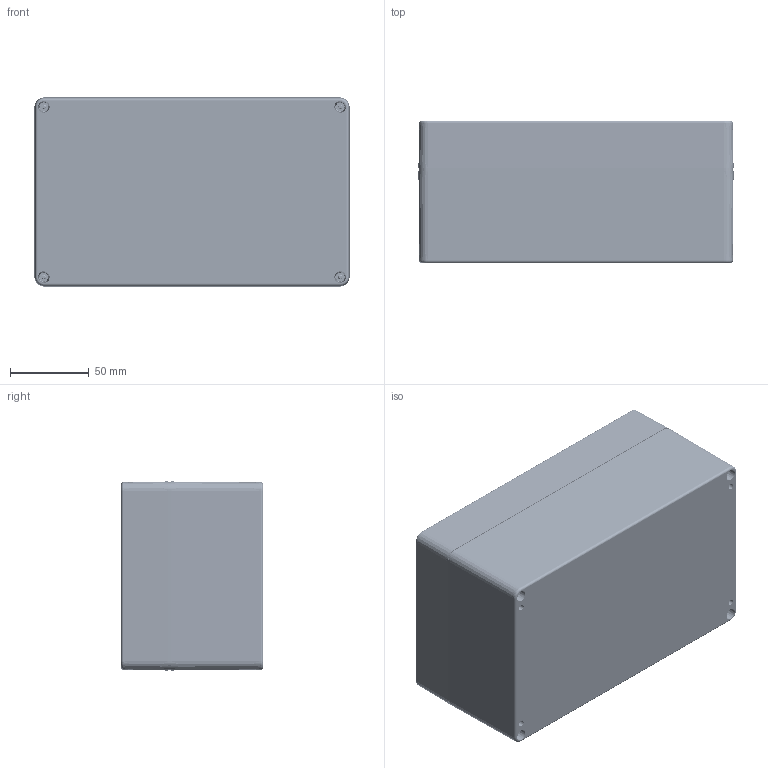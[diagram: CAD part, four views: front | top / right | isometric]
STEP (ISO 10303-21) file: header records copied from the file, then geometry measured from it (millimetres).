
FILE_DESCRIPTION(/* description */ (''),/* implementation_level */ '2;1');
FILE_NAME(/* name */ 'rb85p12_24.step',/* time_stamp */ '2022-06-30T12:45:00+02:00',/* author */ (''),/* organization */ (''),/* preprocessor_version */ 'ST-DEVELOPER v19',/* originating_system */ 'Autodesk Translation Framework v11.7.0.108',/* authorisation */ '');
FILE_SCHEMA (('AUTOMOTIVE_DESIGN { 1 0 10303 214 3 1 1 }'));
Products named in the file (7): rb85p12_24_ (v2~recovered); RB85X24Y_RevA(Default); RB85-X12Y_RevA; 6102_4-40_threaded insert; 6032 4-40 Torx X 1.75_ Rev A; 8085 RB85 O Ring Rev A; #45294
Assembly tree (15 placements, depth 2):
  rb85p12_24_ (v2~recovered)
    RB85X24Y_RevA(Default)
    RB85-X12Y_RevA
    6102_4-40_threaded insert  x4
    6032 4-40 Torx X 1.75_ Rev A  x4
    8085 RB85 O Ring Rev A
    #45294  x4
Bounding box: 200 x 89.97 x 119.99 mm (x, y, z)
Volume: 349043.7 mm3; surface area: 234759 mm2
Topology: 15 solids, 15 shells, 1934 faces, 5059 edges, 3210 vertices
Faces by surface type: cylinder 898, plane 342, cone 254, bspline 240, torus 196, sphere 4
Full cylindrical faces by diameter (mm): 2.02 x276, 2.794 x4, 2.845 x280, 3.107 x8, 3.937 x4, 3.962 x14, 5.563 x4, 8.179 x4
Entity records: 44994 total; most frequent: CARTESIAN_POINT 18028, ORIENTED_EDGE 5468, DIRECTION 5353, EDGE_CURVE 2734, AXIS2_PLACEMENT_3D 2088, VERTEX_POINT 1704, EDGE_LOOP 1216, LINE 1177
